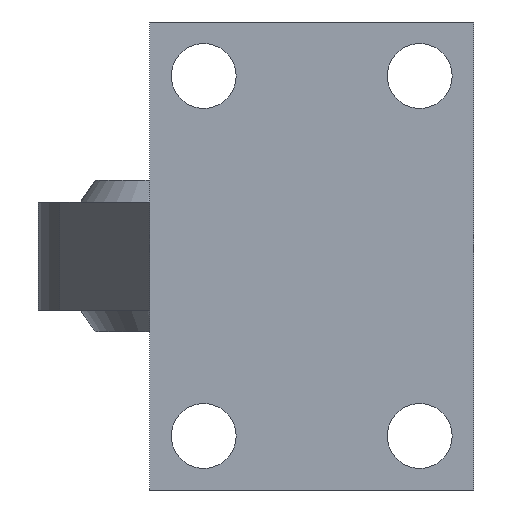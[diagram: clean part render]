
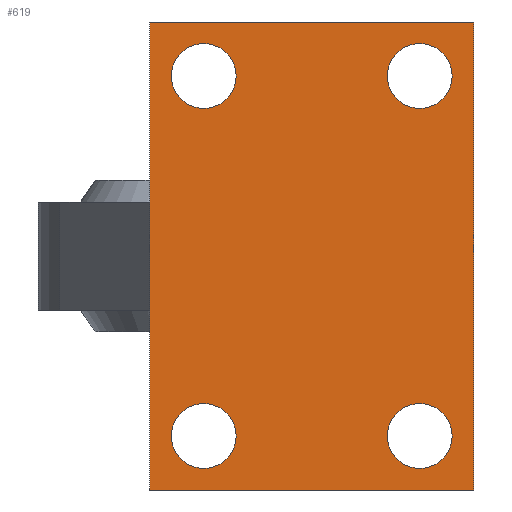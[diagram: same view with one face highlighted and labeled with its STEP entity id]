
A CAD part, front view. The second image highlights one B-rep face of the part: STEP entity #619.
In plain terms, the highlighted planar face has unit normal (0, -1, 0).
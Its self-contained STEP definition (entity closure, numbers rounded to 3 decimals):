
#29=CIRCLE('',#687,4.5);
#30=CIRCLE('',#688,4.5);
#31=CIRCLE('',#689,4.5);
#32=CIRCLE('',#690,4.5);
#57=PLANE('',#686);
#107=LINE('',#1073,#145);
#109=LINE('',#1085,#147);
#110=LINE('',#1087,#148);
#111=LINE('',#1089,#149);
#145=VECTOR('',#818,1000.);
#147=VECTOR('',#830,1000.);
#148=VECTOR('',#831,1000.);
#149=VECTOR('',#832,1000.);
#226=ORIENTED_EDGE('',*,*,#372,.F.);
#227=ORIENTED_EDGE('',*,*,#373,.F.);
#228=ORIENTED_EDGE('',*,*,#374,.F.);
#229=ORIENTED_EDGE('',*,*,#375,.F.);
#230=ORIENTED_EDGE('',*,*,#376,.T.);
#231=ORIENTED_EDGE('',*,*,#377,.F.);
#232=ORIENTED_EDGE('',*,*,#378,.F.);
#233=ORIENTED_EDGE('',*,*,#370,.T.);
#370=EDGE_CURVE('',#438,#437,#107,.T.);
#372=EDGE_CURVE('',#439,#439,#29,.F.);
#373=EDGE_CURVE('',#440,#440,#30,.F.);
#374=EDGE_CURVE('',#441,#441,#31,.F.);
#375=EDGE_CURVE('',#442,#442,#32,.F.);
#376=EDGE_CURVE('',#437,#443,#109,.T.);
#377=EDGE_CURVE('',#444,#443,#110,.T.);
#378=EDGE_CURVE('',#438,#444,#111,.T.);
#437=VERTEX_POINT('',#1072);
#438=VERTEX_POINT('',#1074);
#439=VERTEX_POINT('',#1078);
#440=VERTEX_POINT('',#1080);
#441=VERTEX_POINT('',#1082);
#442=VERTEX_POINT('',#1084);
#443=VERTEX_POINT('',#1086);
#444=VERTEX_POINT('',#1088);
#479=EDGE_LOOP('',(#226));
#480=EDGE_LOOP('',(#227));
#481=EDGE_LOOP('',(#228));
#482=EDGE_LOOP('',(#229));
#483=EDGE_LOOP('',(#230,#231,#232,#233));
#541=FACE_BOUND('',#479,.T.);
#542=FACE_BOUND('',#480,.T.);
#543=FACE_BOUND('',#481,.T.);
#544=FACE_BOUND('',#482,.T.);
#545=FACE_BOUND('',#483,.T.);
#619=ADVANCED_FACE('',(#541,#542,#543,#544,#545),#57,.F.);
#686=AXIS2_PLACEMENT_3D('',#1076,#820,#821);
#687=AXIS2_PLACEMENT_3D('',#1077,#822,#823);
#688=AXIS2_PLACEMENT_3D('',#1079,#824,#825);
#689=AXIS2_PLACEMENT_3D('',#1081,#826,#827);
#690=AXIS2_PLACEMENT_3D('',#1083,#828,#829);
#818=DIRECTION('',(0.,0.,-1.));
#820=DIRECTION('',(0.,1.,0.));
#821=DIRECTION('',(0.,0.,1.));
#822=DIRECTION('',(0.,1.,0.));
#823=DIRECTION('',(0.,0.,1.));
#824=DIRECTION('',(0.,1.,0.));
#825=DIRECTION('',(0.,0.,1.));
#826=DIRECTION('',(0.,1.,0.));
#827=DIRECTION('',(0.,0.,1.));
#828=DIRECTION('',(0.,1.,0.));
#829=DIRECTION('',(0.,0.,1.));
#830=DIRECTION('',(1.,0.,0.));
#831=DIRECTION('',(0.,0.,-1.));
#832=DIRECTION('',(1.,0.,0.));
#1072=CARTESIAN_POINT('',(-22.5,0.,-32.5));
#1073=CARTESIAN_POINT('',(-22.5,0.,32.5));
#1074=CARTESIAN_POINT('',(-22.5,0.,32.5));
#1076=CARTESIAN_POINT('',(-22.5,0.,32.5));
#1077=CARTESIAN_POINT('',(15.,0.,-25.));
#1078=CARTESIAN_POINT('',(15.,0.,-20.5));
#1079=CARTESIAN_POINT('',(-15.,0.,-25.));
#1080=CARTESIAN_POINT('',(-15.,0.,-20.5));
#1081=CARTESIAN_POINT('',(-15.,0.,25.));
#1082=CARTESIAN_POINT('',(-15.,0.,29.5));
#1083=CARTESIAN_POINT('',(15.,0.,25.));
#1084=CARTESIAN_POINT('',(15.,0.,29.5));
#1085=CARTESIAN_POINT('',(-22.5,0.,-32.5));
#1086=CARTESIAN_POINT('',(22.5,0.,-32.5));
#1087=CARTESIAN_POINT('',(22.5,0.,32.5));
#1088=CARTESIAN_POINT('',(22.5,0.,32.5));
#1089=CARTESIAN_POINT('',(-22.5,0.,32.5));
